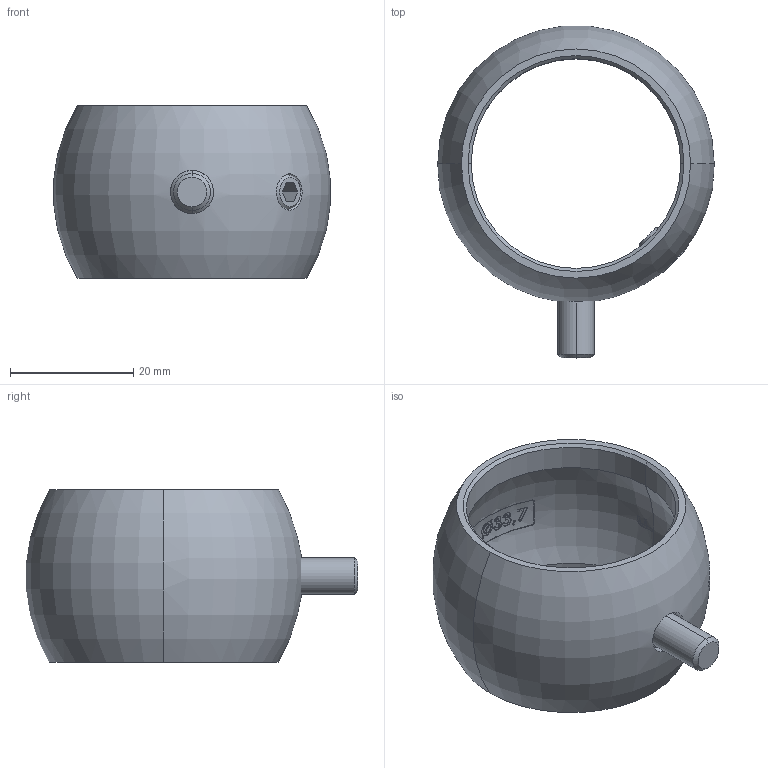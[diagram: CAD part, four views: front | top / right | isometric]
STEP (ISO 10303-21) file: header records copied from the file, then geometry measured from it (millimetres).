
FILE_DESCRIPTION (( 'STEP AP203' ), '1' );
FILE_NAME ('50242-V4A.step', '2020-08-27T14:42:43', ( '' ), ( '' ), 'SwSTEP 2.0', 'SolidWorks 2018', '' );
FILE_SCHEMA (( 'CONFIG_CONTROL_DESIGN' ));
Length unit declared in the file: millimetre
Products named in the file (4): DIN913_DIN 913 M6x6; 502XX-240 Teil1_50242-V4A Teil1; DIN-7991 M3-M10_DIN7991 M6x14; 50242-V4A
Assembly tree (3 placements, depth 2):
  50242-V4A
    502XX-240 Teil1_50242-V4A Teil1
    DIN913_DIN 913 M6x6
    DIN-7991 M3-M10_DIN7991 M6x14
Bounding box: 44.84 x 53.82 x 28 mm (x, y, z)
Volume: 11863.9 mm3; surface area: 8183.6 mm2
Topology: 3 solids, 3 shells, 434 faces, 1139 edges, 738 vertices
Faces by surface type: plane 202, bspline 144, torus 52, cylinder 20, cone 16
Entity records: 22117 total; most frequent: CARTESIAN_POINT 12261, ORIENTED_EDGE 2270, DIRECTION 1445, EDGE_CURVE 1135, VERTEX_POINT 738, AXIS2_PLACEMENT_3D 526, B_SPLINE_CURVE_WITH_KNOTS 512, EDGE_LOOP 471
